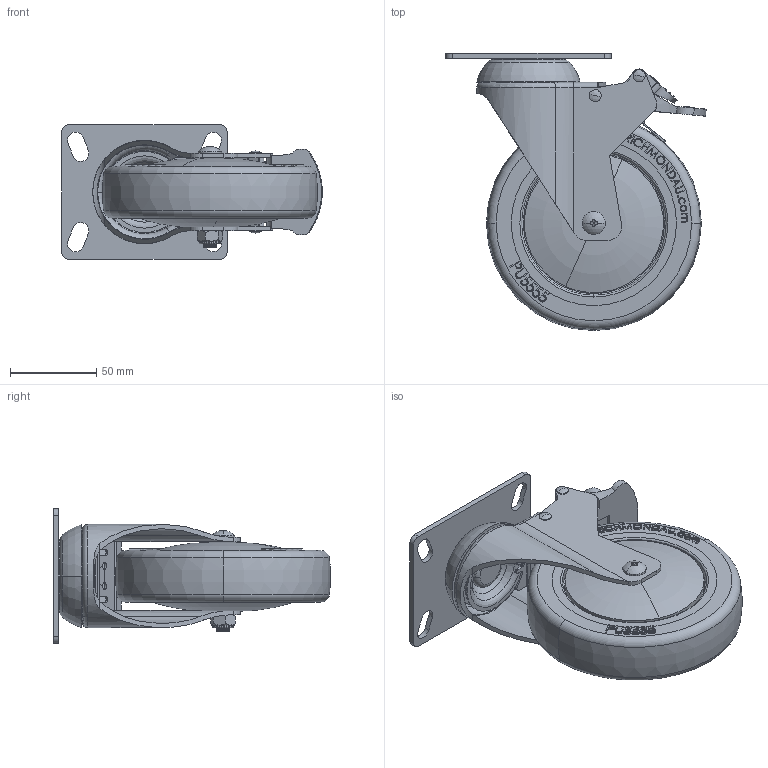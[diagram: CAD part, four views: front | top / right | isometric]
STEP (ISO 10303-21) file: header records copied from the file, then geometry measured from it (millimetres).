
FILE_DESCRIPTION (( 'STEP AP203' ), '1' );
FILE_NAME ('S5104B.STEP', '2020-02-21T08:09:14', ( '' ), ( '' ), 'SwSTEP 2.0', 'SolidWorks 2013', '' );
FILE_SCHEMA (( 'CONFIG_CONTROL_DESIGN' ));
Length unit declared in the file: millimetre
Products named in the file (1): S5104B
Bounding box: 151.22 x 160.91 x 78 mm (x, y, z)
Volume: 408370.2 mm3; surface area: 169904 mm2
Topology: 18 solids, 18 shells, 1245 faces, 3191 edges, 2047 vertices
Faces by surface type: plane 526, cylinder 303, bspline 176, torus 158, cone 68, sphere 14
Entity records: 46672 total; most frequent: CARTESIAN_POINT 17098, ORIENTED_EDGE 6374, DIRECTION 5788, EDGE_CURVE 3187, VERTEX_POINT 2047, AXIS2_PLACEMENT_3D 2041, LINE 1706, VECTOR 1706
